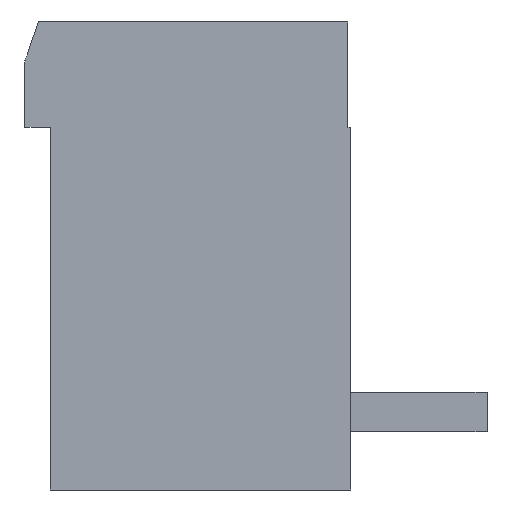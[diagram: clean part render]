
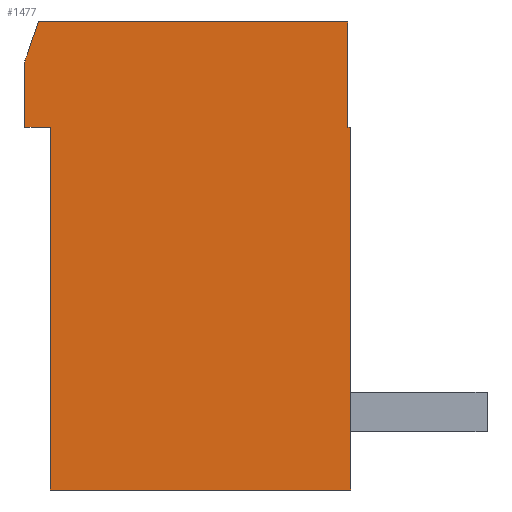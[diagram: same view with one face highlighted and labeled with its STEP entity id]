
A CAD part, left-side view. The second image highlights one B-rep face of the part: STEP entity #1477.
In plain terms, the highlighted planar face has unit normal (-1, 0, 0).
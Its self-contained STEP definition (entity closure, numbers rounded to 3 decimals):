
#72=DIRECTION('',(0.,0.,-1.));
#73=VECTOR('',#72,9.3);
#74=CARTESIAN_POINT('',(-8.5,-3.85,-2.7));
#75=LINE('',#74,#73);
#76=DIRECTION('',(0.,1.,0.));
#77=VECTOR('',#76,7.7);
#78=CARTESIAN_POINT('',(-8.5,-3.85,-12.));
#79=LINE('',#78,#77);
#80=DIRECTION('',(0.,0.,1.));
#81=VECTOR('',#80,9.3);
#82=CARTESIAN_POINT('',(-8.5,3.85,-12.));
#83=LINE('',#82,#81);
#84=DIRECTION('',(0.,1.,0.));
#85=VECTOR('',#84,0.65);
#86=CARTESIAN_POINT('',(-8.5,3.85,-2.7));
#87=LINE('',#86,#85);
#88=DIRECTION('',(0.,0.,1.));
#89=VECTOR('',#88,1.7);
#90=CARTESIAN_POINT('',(-8.5,4.5,-2.7));
#91=LINE('',#90,#89);
#92=DIRECTION('',(0.,-0.33,0.944));
#93=VECTOR('',#92,1.059);
#94=CARTESIAN_POINT('',(-8.5,4.5,-1.));
#95=LINE('',#94,#93);
#96=DIRECTION('',(0.,-1.,0.));
#97=VECTOR('',#96,7.93);
#98=CARTESIAN_POINT('',(-8.5,4.15,0.));
#99=LINE('',#98,#97);
#100=DIRECTION('',(0.,0.,-1.));
#101=VECTOR('',#100,2.7);
#102=CARTESIAN_POINT('',(-8.5,-3.78,0.));
#103=LINE('',#102,#101);
#104=DIRECTION('',(0.,-1.,0.));
#105=VECTOR('',#104,0.07);
#106=CARTESIAN_POINT('',(-8.5,-3.78,-2.7));
#107=LINE('',#106,#105);
#1116=CARTESIAN_POINT('',(-8.5,-3.85,-2.7));
#1117=CARTESIAN_POINT('',(-8.5,-3.85,-12.));
#1118=VERTEX_POINT('',#1116);
#1119=VERTEX_POINT('',#1117);
#1120=CARTESIAN_POINT('',(-8.5,3.85,-12.));
#1121=VERTEX_POINT('',#1120);
#1122=CARTESIAN_POINT('',(-8.5,3.85,-2.7));
#1123=VERTEX_POINT('',#1122);
#1124=CARTESIAN_POINT('',(-8.5,4.5,-2.7));
#1125=VERTEX_POINT('',#1124);
#1126=CARTESIAN_POINT('',(-8.5,4.5,-1.));
#1127=VERTEX_POINT('',#1126);
#1128=CARTESIAN_POINT('',(-8.5,4.15,0.));
#1129=VERTEX_POINT('',#1128);
#1130=CARTESIAN_POINT('',(-8.5,-3.78,0.));
#1131=VERTEX_POINT('',#1130);
#1400=CARTESIAN_POINT('',(-8.5,-3.78,-2.7));
#1401=VERTEX_POINT('',#1400);
#1452=CARTESIAN_POINT('',(-8.5,0.,0.));
#1453=DIRECTION('',(1.,0.,0.));
#1454=DIRECTION('',(0.,0.,-1.));
#1455=AXIS2_PLACEMENT_3D('',#1452,#1453,#1454);
#1456=PLANE('',#1455);
#1458=ORIENTED_EDGE('',*,*,#1457,.T.);
#1460=ORIENTED_EDGE('',*,*,#1459,.T.);
#1462=ORIENTED_EDGE('',*,*,#1461,.T.);
#1464=ORIENTED_EDGE('',*,*,#1463,.T.);
#1466=ORIENTED_EDGE('',*,*,#1465,.T.);
#1468=ORIENTED_EDGE('',*,*,#1467,.T.);
#1470=ORIENTED_EDGE('',*,*,#1469,.T.);
#1472=ORIENTED_EDGE('',*,*,#1471,.T.);
#1474=ORIENTED_EDGE('',*,*,#1473,.T.);
#1475=EDGE_LOOP('',(#1458,#1460,#1462,#1464,#1466,#1468,#1470,#1472,#1474));
#1476=FACE_OUTER_BOUND('',#1475,.F.);
#1477=ADVANCED_FACE('',(#1476),#1456,.F.);
#1457=EDGE_CURVE('',#1118,#1119,#75,.T.);
#1459=EDGE_CURVE('',#1119,#1121,#79,.T.);
#1461=EDGE_CURVE('',#1121,#1123,#83,.T.);
#1463=EDGE_CURVE('',#1123,#1125,#87,.T.);
#1465=EDGE_CURVE('',#1125,#1127,#91,.T.);
#1467=EDGE_CURVE('',#1127,#1129,#95,.T.);
#1469=EDGE_CURVE('',#1129,#1131,#99,.T.);
#1471=EDGE_CURVE('',#1131,#1401,#103,.T.);
#1473=EDGE_CURVE('',#1401,#1118,#107,.T.);
